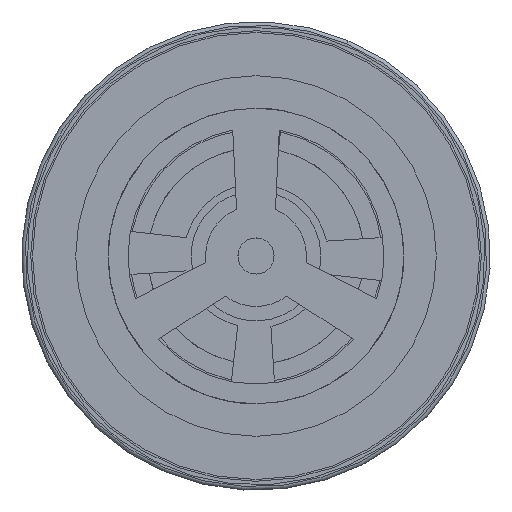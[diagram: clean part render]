
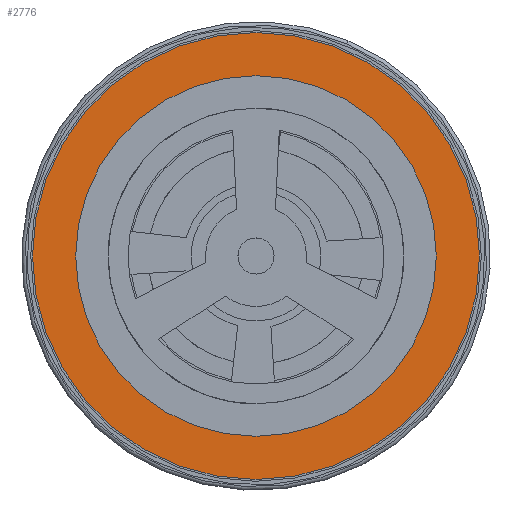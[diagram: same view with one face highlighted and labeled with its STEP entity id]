
A CAD part, front view. The second image highlights one B-rep face of the part: STEP entity #2776.
In plain terms, the highlighted face is planar.
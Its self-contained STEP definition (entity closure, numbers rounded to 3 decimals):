
#105 = CARTESIAN_POINT ( 'NONE',  ( 0., 6., 25. ) ) ;
#219 = AXIS2_PLACEMENT_3D ( 'NONE', #364, #3240, #2083 ) ;
#237 = DIRECTION ( 'NONE',  ( 0., 0., 1. ) ) ;
#346 = PLANE ( 'NONE',  #5013 ) ;
#364 = CARTESIAN_POINT ( 'NONE',  ( 0., 6., 0. ) ) ;
#385 = DIRECTION ( 'NONE',  ( 0., 0., 1. ) ) ;
#487 = ORIENTED_EDGE ( 'NONE', *, *, #6251, .F. ) ;
#668 = DIRECTION ( 'NONE',  ( 0., 1., 0. ) ) ;
#730 = CIRCLE ( 'NONE', #6906, 25. ) ;
#894 = CIRCLE ( 'NONE', #4812, 25. ) ;
#1233 = CARTESIAN_POINT ( 'NONE',  ( 0., 6., -31. ) ) ;
#1344 = EDGE_LOOP ( 'NONE', ( #487, #4673 ) ) ;
#1349 = DIRECTION ( 'NONE',  ( 0., 1., 0. ) ) ;
#1377 = CARTESIAN_POINT ( 'NONE',  ( 0., 6., 0. ) ) ;
#1413 = FACE_BOUND ( 'NONE', #1344, .T. ) ;
#1421 = CARTESIAN_POINT ( 'NONE',  ( 0., 6., 0. ) ) ;
#1591 = EDGE_CURVE ( 'NONE', #1943, #2616, #5847, .T. ) ;
#1814 = ORIENTED_EDGE ( 'NONE', *, *, #2653, .T. ) ;
#1820 = ORIENTED_EDGE ( 'NONE', *, *, #1591, .T. ) ;
#1943 = VERTEX_POINT ( 'NONE', #6567 ) ;
#2083 = DIRECTION ( 'NONE',  ( 0., 0., 1. ) ) ;
#2517 = DIRECTION ( 'NONE',  ( 0., 1., 0. ) ) ;
#2609 = DIRECTION ( 'NONE',  ( 0., 0., 1. ) ) ;
#2616 = VERTEX_POINT ( 'NONE', #1233 ) ;
#2653 = EDGE_CURVE ( 'NONE', #2616, #1943, #5817, .T. ) ;
#2776 = ADVANCED_FACE ( 'NONE', ( #1413, #3552 ), #346, .T. ) ;
#2989 = VERTEX_POINT ( 'NONE', #105 ) ;
#3037 = CARTESIAN_POINT ( 'NONE',  ( 0., 6., 0. ) ) ;
#3240 = DIRECTION ( 'NONE',  ( 0., 1., 0. ) ) ;
#3277 = CARTESIAN_POINT ( 'NONE',  ( 0., 6., 0. ) ) ;
#3292 = VERTEX_POINT ( 'NONE', #3745 ) ;
#3552 = FACE_OUTER_BOUND ( 'NONE', #6235, .T. ) ;
#3730 = EDGE_CURVE ( 'NONE', #3292, #2989, #730, .T. ) ;
#3745 = CARTESIAN_POINT ( 'NONE',  ( 0., 6., -25. ) ) ;
#4673 = ORIENTED_EDGE ( 'NONE', *, *, #3730, .F. ) ;
#4812 = AXIS2_PLACEMENT_3D ( 'NONE', #1421, #1349, #2609 ) ;
#5013 = AXIS2_PLACEMENT_3D ( 'NONE', #1377, #5692, #237 ) ;
#5550 = DIRECTION ( 'NONE',  ( 0., 0., 1. ) ) ;
#5692 = DIRECTION ( 'NONE',  ( 0., 1., 0. ) ) ;
#5817 = CIRCLE ( 'NONE', #6935, 31. ) ;
#5847 = CIRCLE ( 'NONE', #219, 31. ) ;
#6235 = EDGE_LOOP ( 'NONE', ( #1814, #1820 ) ) ;
#6251 = EDGE_CURVE ( 'NONE', #2989, #3292, #894, .T. ) ;
#6567 = CARTESIAN_POINT ( 'NONE',  ( 0., 6., 31. ) ) ;
#6906 = AXIS2_PLACEMENT_3D ( 'NONE', #3037, #2517, #385 ) ;
#6935 = AXIS2_PLACEMENT_3D ( 'NONE', #3277, #668, #5550 ) ;
